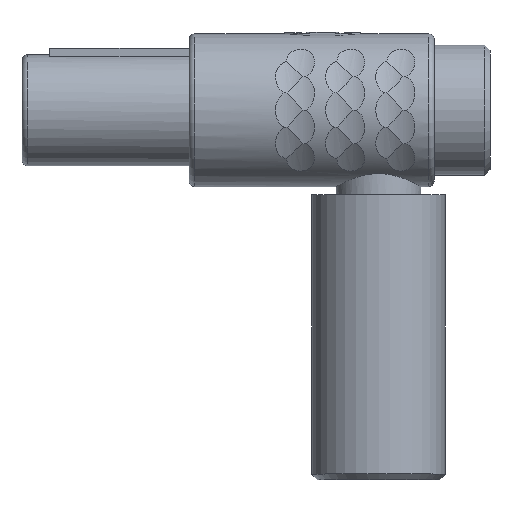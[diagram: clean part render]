
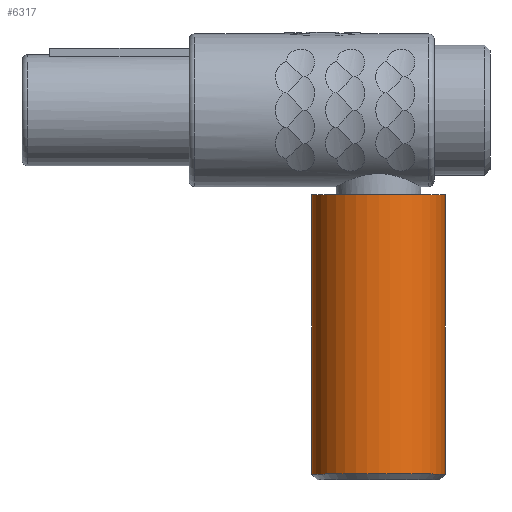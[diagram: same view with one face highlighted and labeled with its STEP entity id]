
A CAD part, top view. The second image highlights one B-rep face of the part: STEP entity #6317.
In plain terms, the highlighted cylindrical face has radius 6 mm (diameter 12 mm), a partial arc.
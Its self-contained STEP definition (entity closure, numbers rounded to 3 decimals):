
#1581=CARTESIAN_POINT('',(10.3,-7.6,0.));
#1582=DIRECTION('',(0.,-1.,0.));
#1583=DIRECTION('',(1.,0.,0.));
#1584=AXIS2_PLACEMENT_3D('',#1581,#1582,#1583);
#1591=DIRECTION('',(0.,1.,0.));
#1592=VECTOR('',#1591,25.05);
#1593=CARTESIAN_POINT('',(16.3,-32.65,
0.));
#1594=LINE('',#1593,#1592);
#1595=DIRECTION('',(0.,1.,0.));
#1596=VECTOR('',#1595,25.05);
#1597=CARTESIAN_POINT('',(4.3,-32.65,
0.));
#1598=LINE('',#1597,#1596);
#1607=CARTESIAN_POINT('',(10.3,-32.65,0.));
#1608=DIRECTION('',(0.,1.,0.));
#1609=DIRECTION('',(-1.,0.,0.));
#1610=AXIS2_PLACEMENT_3D('',#1607,#1608,#1609);
#4097=CARTESIAN_POINT('',(16.3,-32.65,0.));
#4098=CARTESIAN_POINT('',(4.3,-32.65,0.));
#4099=VERTEX_POINT('',#4097);
#4100=VERTEX_POINT('',#4098);
#4114=CARTESIAN_POINT('',(16.3,-7.6,0.));
#4115=CARTESIAN_POINT('',(4.3,-7.6,0.));
#4116=VERTEX_POINT('',#4114);
#4117=VERTEX_POINT('',#4115);
#6306=CARTESIAN_POINT('',(10.3,-2.385,0.));
#6307=DIRECTION('',(0.,-1.,0.));
#6308=DIRECTION('',(-1.,0.,0.));
#6309=AXIS2_PLACEMENT_3D('',#6306,#6307,#6308);
#6310=CYLINDRICAL_SURFACE('',#6309,6.);
#6311=ORIENTED_EDGE('',*,*,#6290,.F.);
#6312=ORIENTED_EDGE('',*,*,#6251,.T.);
#6313=ORIENTED_EDGE('',*,*,#6225,.F.);
#6314=ORIENTED_EDGE('',*,*,#6248,.F.);
#6315=EDGE_LOOP('',(#6311,#6312,#6313,#6314));
#6316=FACE_OUTER_BOUND('',#6315,.F.);
#1585=CIRCLE('',#1584,6.);
#1611=CIRCLE('',#1610,6.);
#6225=EDGE_CURVE('',#4116,#4117,#1585,.T.);
#6248=EDGE_CURVE('',#4099,#4116,#1594,.T.);
#6251=EDGE_CURVE('',#4100,#4117,#1598,.T.);
#6290=EDGE_CURVE('',#4100,#4099,#1611,.T.);
#6317=ADVANCED_FACE('',(#6316),#6310,.T.);
